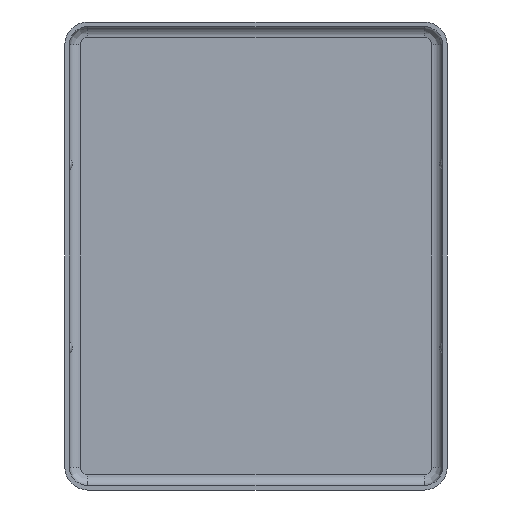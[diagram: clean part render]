
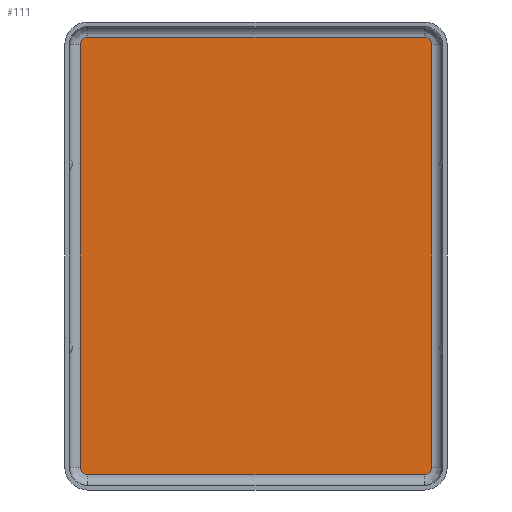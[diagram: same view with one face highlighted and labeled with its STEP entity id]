
A CAD part, front view. The second image highlights one B-rep face of the part: STEP entity #111.
In plain terms, the highlighted planar face has unit normal (0, -1, 0).
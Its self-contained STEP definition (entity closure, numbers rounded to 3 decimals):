
#111 = ADVANCED_FACE( 'NONE', ( #241 ), #242, .T. );
#241 = FACE_OUTER_BOUND( '', #496, .T. );
#242 = PLANE( '', #497 );
#496 = EDGE_LOOP( '', ( #799, #800, #801, #802, #803, #804, #805, #806 ) );
#497 = AXIS2_PLACEMENT_3D( '', #807, #808, #809 );
#799 = ORIENTED_EDGE( '', *, *, #975, .F. );
#800 = ORIENTED_EDGE( '', *, *, #1003, .F. );
#801 = ORIENTED_EDGE( '', *, *, #1047, .F. );
#802 = ORIENTED_EDGE( '', *, *, #985, .T. );
#803 = ORIENTED_EDGE( '', *, *, #1048, .T. );
#804 = ORIENTED_EDGE( '', *, *, #1043, .F. );
#805 = ORIENTED_EDGE( '', *, *, #1049, .T. );
#806 = ORIENTED_EDGE( '', *, *, #1039, .T. );
#807 = CARTESIAN_POINT( '', ( 11., 0., -13.8 ) );
#808 = DIRECTION( '', ( 0., -1., 0. ) );
#809 = DIRECTION( '', ( 0., 0., -1. ) );
#975 = EDGE_CURVE( 'NONE', #1122, #1124, #1125, .T. );
#985 = EDGE_CURVE( 'NONE', #1141, #1139, #1142, .T. );
#1003 = EDGE_CURVE( 'NONE', #1168, #1122, #1170, .T. );
#1039 = EDGE_CURVE( 'NONE', #1219, #1124, #1220, .T. );
#1043 = EDGE_CURVE( 'NONE', #1223, #1225, #1226, .T. );
#1047 = EDGE_CURVE( 'NONE', #1141, #1168, #1230, .T. );
#1048 = EDGE_CURVE( 'NONE', #1139, #1225, #1231, .T. );
#1049 = EDGE_CURVE( 'NONE', #1223, #1219, #1232, .T. );
#1122 = VERTEX_POINT( 'NONE', #1318 );
#1124 = VERTEX_POINT( 'NONE', #1320 );
#1125 = LINE( '', #1321, #1322 );
#1139 = VERTEX_POINT( 'NONE', #1338 );
#1141 = VERTEX_POINT( 'NONE', #1340 );
#1142 = CIRCLE( '', #1341, 0.5 );
#1168 = VERTEX_POINT( 'NONE', #1372 );
#1170 = CIRCLE( '', #1374, 0.5 );
#1219 = VERTEX_POINT( 'NONE', #1437 );
#1220 = CIRCLE( '', #1438, 0.5 );
#1223 = VERTEX_POINT( 'NONE', #1441 );
#1225 = VERTEX_POINT( 'NONE', #1443 );
#1226 = CIRCLE( '', #1444, 0.5 );
#1230 = LINE( '', #1448, #1449 );
#1231 = LINE( '', #1450, #1451 );
#1232 = LINE( '', #1452, #1453 );
#1318 = CARTESIAN_POINT( '', ( 11., 0., -14.3 ) );
#1320 = CARTESIAN_POINT( '', ( -11., 0., -14.3 ) );
#1321 = CARTESIAN_POINT( '', ( 11., 0., -14.3 ) );
#1322 = VECTOR( '', #1531, 1000. );
#1338 = CARTESIAN_POINT( '', ( 11., 0., 14.3 ) );
#1340 = CARTESIAN_POINT( '', ( 11.5, 0., 13.8 ) );
#1341 = AXIS2_PLACEMENT_3D( '', #1549, #1550, #1551 );
#1372 = CARTESIAN_POINT( '', ( 11.5, 0., -13.8 ) );
#1374 = AXIS2_PLACEMENT_3D( '', #1581, #1582, #1583 );
#1437 = CARTESIAN_POINT( '', ( -11.5, 0., -13.8 ) );
#1438 = AXIS2_PLACEMENT_3D( '', #1634, #1635, #1636 );
#1441 = CARTESIAN_POINT( '', ( -11.5, 0., 13.8 ) );
#1443 = CARTESIAN_POINT( '', ( -11., 0., 14.3 ) );
#1444 = AXIS2_PLACEMENT_3D( '', #1643, #1644, #1645 );
#1448 = CARTESIAN_POINT( '', ( 11.5, 0., 0. ) );
#1449 = VECTOR( '', #1649, 1000. );
#1450 = CARTESIAN_POINT( '', ( 11., 0., 14.3 ) );
#1451 = VECTOR( '', #1650, 1000. );
#1452 = CARTESIAN_POINT( '', ( -11.5, 0., 0. ) );
#1453 = VECTOR( '', #1651, 1000. );
#1531 = DIRECTION( '', ( -1., 0., 0. ) );
#1549 = CARTESIAN_POINT( '', ( 11., 0., 13.8 ) );
#1550 = DIRECTION( '', ( 0., -1., 0. ) );
#1551 = DIRECTION( '', ( 0., 0., -1. ) );
#1581 = CARTESIAN_POINT( '', ( 11., 0., -13.8 ) );
#1582 = DIRECTION( '', ( 0., 1., 0. ) );
#1583 = DIRECTION( '', ( 0., 0., 1. ) );
#1634 = CARTESIAN_POINT( '', ( -11., 0., -13.8 ) );
#1635 = DIRECTION( '', ( 0., -1., 0. ) );
#1636 = DIRECTION( '', ( 0., 0., 1. ) );
#1643 = CARTESIAN_POINT( '', ( -11., 0., 13.8 ) );
#1644 = DIRECTION( '', ( 0., 1., 0. ) );
#1645 = DIRECTION( '', ( 0., 0., -1. ) );
#1649 = DIRECTION( '', ( 0., 0., -1. ) );
#1650 = DIRECTION( '', ( -1., 0., 0. ) );
#1651 = DIRECTION( '', ( 0., 0., -1. ) );
